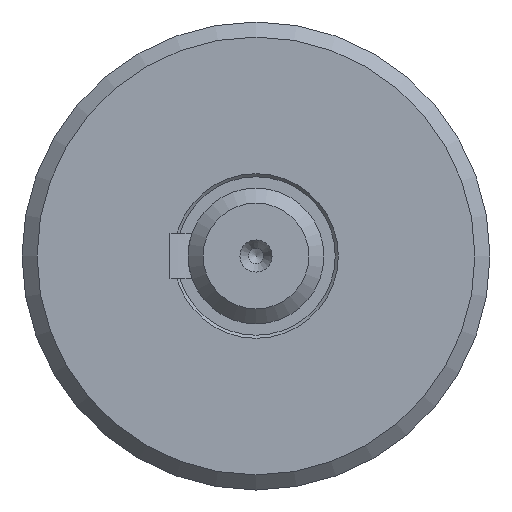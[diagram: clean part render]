
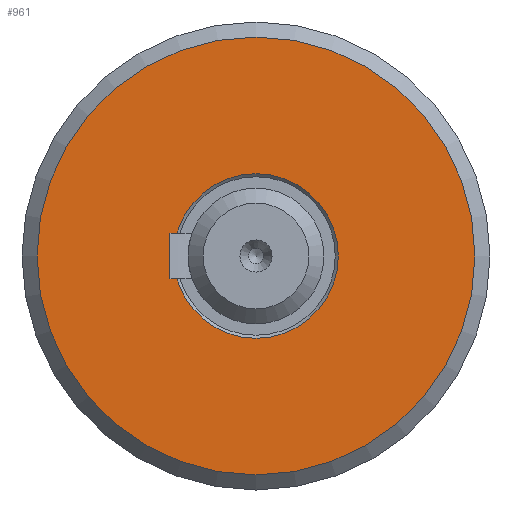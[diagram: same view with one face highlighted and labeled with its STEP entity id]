
A CAD part, left-side view. The second image highlights one B-rep face of the part: STEP entity #961.
In plain terms, the highlighted planar face has unit normal (-1, 0, 0).
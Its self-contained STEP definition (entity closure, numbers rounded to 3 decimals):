
#168=FACE_BOUND('',#316,.T.);
#249=FACE_OUTER_BOUND('',#315,.T.);
#315=EDGE_LOOP('',(#685));
#316=EDGE_LOOP('',(#686));
#424=CIRCLE('',#1040,5.45);
#425=CIRCLE('',#1042,14.5);
#466=VERTEX_POINT('',#1431);
#467=VERTEX_POINT('',#1434);
#560=EDGE_CURVE('',#466,#466,#424,.T.);
#561=EDGE_CURVE('',#467,#467,#425,.T.);
#685=ORIENTED_EDGE('',*,*,#561,.F.);
#686=ORIENTED_EDGE('',*,*,#560,.F.);
#924=PLANE('',#1041);
#961=ADVANCED_FACE('',(#249,#168),#924,.T.);
#1040=AXIS2_PLACEMENT_3D('',#1432,#1156,#1157);
#1041=AXIS2_PLACEMENT_3D('',#1433,#1158,#1159);
#1042=AXIS2_PLACEMENT_3D('',#1435,#1160,#1161);
#1156=DIRECTION('center_axis',(-1.,0.,0.));
#1157=DIRECTION('ref_axis',(0.,-1.,0.));
#1158=DIRECTION('center_axis',(-1.,0.,0.));
#1159=DIRECTION('ref_axis',(0.,0.,1.));
#1160=DIRECTION('center_axis',(1.,0.,0.));
#1161=DIRECTION('ref_axis',(0.,1.,0.));
#1431=CARTESIAN_POINT('',(21.1,5.45,0.));
#1432=CARTESIAN_POINT('Origin',(21.1,0.,0.));
#1433=CARTESIAN_POINT('Origin',(21.1,9.875,0.));
#1434=CARTESIAN_POINT('',(21.1,14.5,0.));
#1435=CARTESIAN_POINT('Origin',(21.1,0.,0.));
